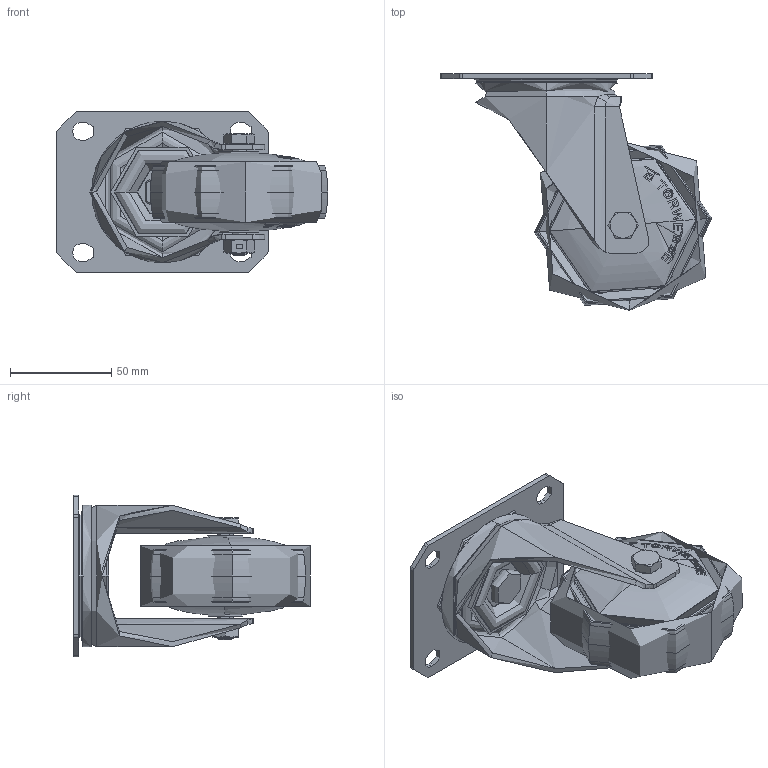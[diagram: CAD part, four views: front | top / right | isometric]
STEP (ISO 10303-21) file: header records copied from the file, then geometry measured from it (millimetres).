
FILE_DESCRIPTION (( 'STEP AP214' ), '1' );
FILE_NAME ('0055754.step', '2023-10-13T07:49:01', ( '' ), ( '' ), 'SwSTEP 2.0', 'SolidWorks 2020', '' );
FILE_SCHEMA (( 'AUTOMOTIVE_DESIGN' ));
Length unit declared in the file: millimetre
Products named in the file (1): 0055754
Bounding box: 134.36 x 117.12 x 80 mm (x, y, z)
Volume: 228791.9 mm3; surface area: 133172 mm2
Topology: 12 solids, 12 shells, 775 faces, 1864 edges, 1161 vertices
Faces by surface type: bspline 312, torus 178, cylinder 103, plane 102, cone 80
Entity records: 45639 total; most frequent: CARTESIAN_POINT 21345, ORIENTED_EDGE 3728, DIRECTION 2393, EDGE_CURVE 1864, VERTEX_POINT 1161, AXIS2_PLACEMENT_3D 1054, B_SPLINE_CURVE_WITH_KNOTS 978, EDGE_LOOP 855
